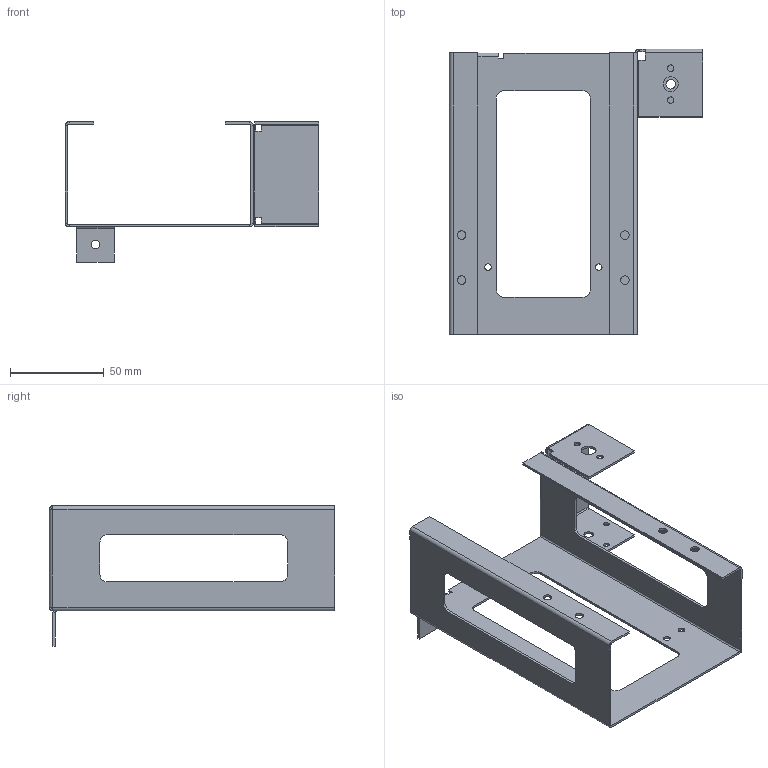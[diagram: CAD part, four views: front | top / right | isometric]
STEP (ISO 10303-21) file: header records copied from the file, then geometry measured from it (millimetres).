
FILE_DESCRIPTION (( 'STEP AP214' ), '1' );
FILE_NAME ('tray.STEP', '2016-11-27T20:57:46', ( '' ), ( '' ), 'SwSTEP 2.0', 'SolidWorks 2016', '' );
FILE_SCHEMA (( 'AUTOMOTIVE_DESIGN' ));
Length unit declared in the file: millimetre
Products named in the file (1): tray
Bounding box: 134.8 x 151.94 x 74.8 mm (x, y, z)
Volume: 35005.3 mm3; surface area: 60833.2 mm2
Topology: 1 solids, 1 shells, 148 faces, 374 edges, 228 vertices
Faces by surface type: plane 86, cylinder 62
Entity records: 4504 total; most frequent: DIRECTION 796, CARTESIAN_POINT 751, ORIENTED_EDGE 748, EDGE_CURVE 374, AXIS2_PLACEMENT_3D 273, LINE 250, VECTOR 250, VERTEX_POINT 228
